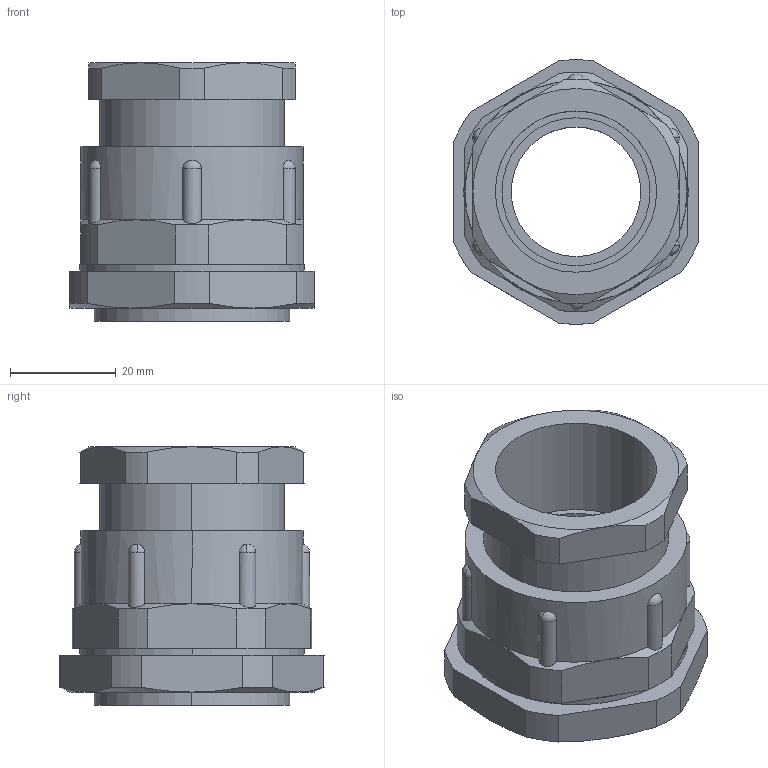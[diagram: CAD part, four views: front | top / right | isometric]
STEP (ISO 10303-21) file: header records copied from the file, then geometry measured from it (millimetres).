
FILE_DESCRIPTION (( 'STEP AP214' ), '1' );
FILE_NAME ('Ñàëüíèê PGL 29 äèàìåòð ïðîâîäíèêà 20-24ìì IP54 ÈÝÊ.STEP', '2016-09-28T06:50:15', ( '' ), ( '' ), 'SwSTEP 2.0', 'SolidWorks 2014', '' );
FILE_SCHEMA (( 'AUTOMOTIVE_DESIGN' ));
Length unit declared in the file: millimetre
Products named in the file (1): Ñàëüíèê PGL 29 äèàìåòð ïðîâîäíèêà 20-24ìì IP54 ÈÝÊ
Bounding box: 46.2 x 49.95 x 48.9 mm (x, y, z)
Volume: 34026.5 mm3; surface area: 23509.9 mm2
Topology: 6 solids, 6 shells, 186 faces, 463 edges, 300 vertices
Faces by surface type: plane 67, cylinder 56, bspline 33, cone 18, torus 12
Entity records: 8122 total; most frequent: CARTESIAN_POINT 3795, ORIENTED_EDGE 926, DIRECTION 785, EDGE_CURVE 463, VERTEX_POINT 300, AXIS2_PLACEMENT_3D 288, LINE 209, VECTOR 209
